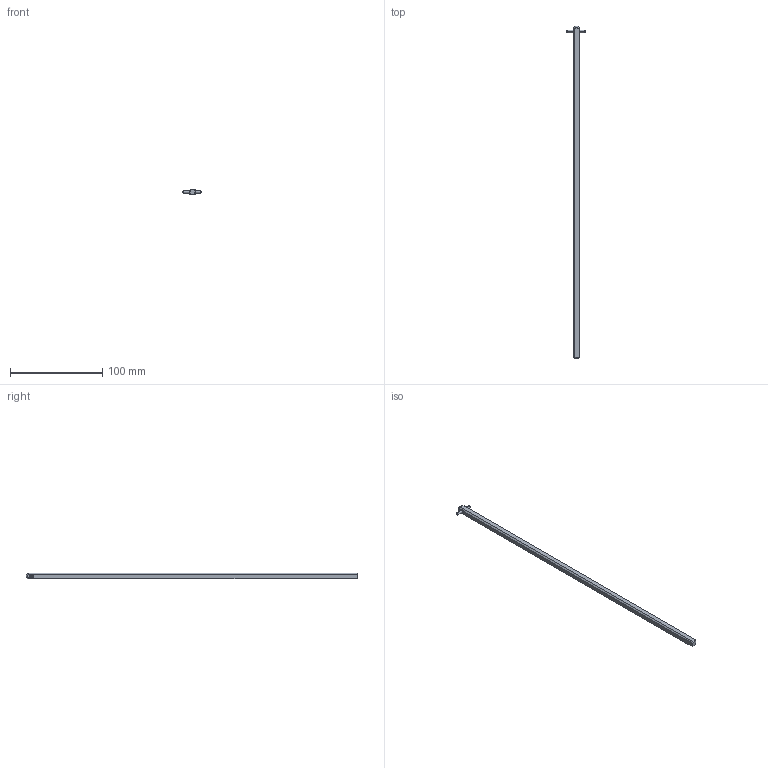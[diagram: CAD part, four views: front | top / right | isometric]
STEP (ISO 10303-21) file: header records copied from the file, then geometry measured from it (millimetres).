
FILE_DESCRIPTION((''),'2;1');
FILE_NAME('OXP6X360','2025-01-29T10:47:55',('FIRARAN'),(''),'CREO PARAMETRIC BY PTC INC, 2022364','CREO PARAMETRIC BY PTC INC, 2022364','');
FILE_SCHEMA(('AUTOMOTIVE_DESIGN { 1 0 10303 214 1 1 1 1 }'));
Length unit declared in the file: millimetre
Products named in the file (1): OXP6X360
Bounding box: 20 x 360 x 6 mm (x, y, z)
Volume: 12653.6 mm3; surface area: 8623 mm2
Topology: 2 solids, 2 shells, 37 faces, 84 edges, 52 vertices
Faces by surface type: plane 19, cylinder 12, cone 6
Entity records: 2041 total; most frequent: CARTESIAN_POINT 360, COLOUR_RGB 209, DIRECTION 201, ORIENTED_EDGE 164, EDGE_CURVE 82, AXIS2_PLACEMENT_3D 77, VERTEX_POINT 51, PROPERTY_DEFINITION 51
